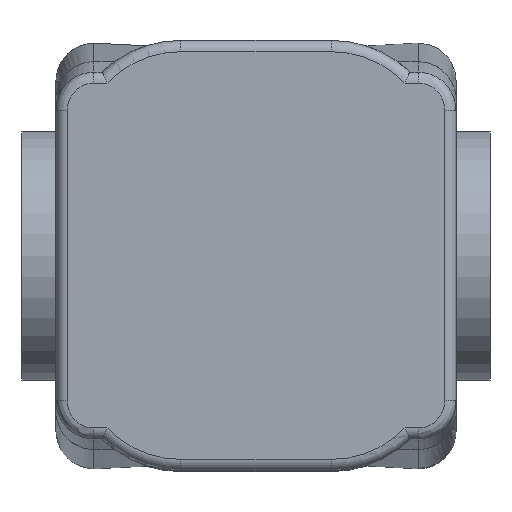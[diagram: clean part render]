
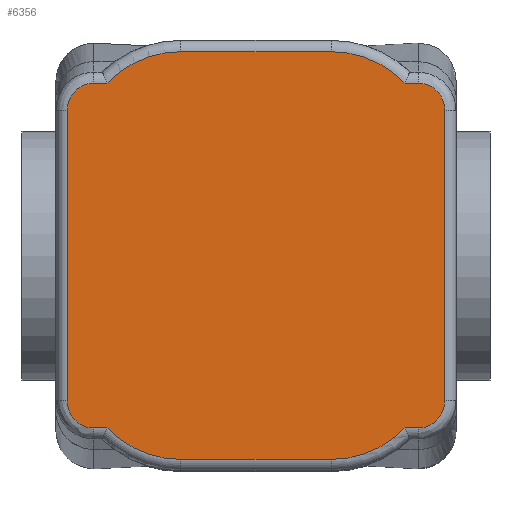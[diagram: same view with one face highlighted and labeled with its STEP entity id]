
A CAD part, top view. The second image highlights one B-rep face of the part: STEP entity #6356.
In plain terms, the highlighted planar face has unit normal (0, 0, 1).
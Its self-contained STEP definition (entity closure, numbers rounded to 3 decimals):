
#5605=CARTESIAN_POINT('',(21.5,-22.845,34.0));
#5606=VERTEX_POINT('',#5605);
#5615=CARTESIAN_POINT('',(25.,-19.226,34.0));
#5616=VERTEX_POINT('',#5615);
#5624=CARTESIAN_POINT('',(25.,-19.226,34.0));
#5625=CARTESIAN_POINT('',(25.,-20.021,34.0));
#5626=CARTESIAN_POINT('',(24.563,-21.35,34.));
#5627=CARTESIAN_POINT('',(23.097,-22.588,34.));
#5628=CARTESIAN_POINT('',(22.03,-22.845,34.0));
#5629=CARTESIAN_POINT('',(21.5,-22.845,34.0));
#5630=B_SPLINE_CURVE_WITH_KNOTS('',3,(#5624,#5625,#5626,#5627,#5628,#5629),.UNSPECIFIED.,.F.,.U.,(4,1,1,4),(0.0,0.238,0.397,0.556),.UNSPECIFIED.);
#5631=EDGE_CURVE('',#5616,#5606,#5630,.T.);
#5641=CARTESIAN_POINT('',(25.,19.226,34.0));
#5642=VERTEX_POINT('',#5641);
#5650=CARTESIAN_POINT('',(25.,19.226,34.0));
#5651=DIRECTION('',(0.0,-1.0,0.0));
#5652=VECTOR('',#5651,38.451);
#5653=LINE('',#5650,#5652);
#5654=EDGE_CURVE('',#5642,#5616,#5653,.T.);
#5668=CARTESIAN_POINT('',(19.742,-22.845,34.0));
#5669=VERTEX_POINT('',#5668);
#5670=CARTESIAN_POINT('',(21.5,-22.845,34.0));
#5671=DIRECTION('',(-1.0,0.0,0.0));
#5672=VECTOR('',#5671,1.758);
#5673=LINE('',#5670,#5672);
#5674=EDGE_CURVE('',#5606,#5669,#5673,.T.);
#5722=CARTESIAN_POINT('',(21.5,22.845,34.0));
#5723=VERTEX_POINT('',#5722);
#5731=CARTESIAN_POINT('',(21.5,22.845,34.0));
#5732=CARTESIAN_POINT('',(22.294,22.845,34.0));
#5733=CARTESIAN_POINT('',(24.161,22.151,34.0));
#5734=CARTESIAN_POINT('',(25.0,20.284,34.0));
#5735=CARTESIAN_POINT('',(25.,19.226,34.0));
#5736=B_SPLINE_CURVE_WITH_KNOTS('',3,(#5731,#5732,#5733,#5734,#5735),.UNSPECIFIED.,.F.,.U.,(4,1,4),(0.0,0.238,0.556),.UNSPECIFIED.);
#5737=EDGE_CURVE('',#5723,#5642,#5736,.T.);
#5747=CARTESIAN_POINT('',(10.0,-27.,34.0));
#5748=VERTEX_POINT('',#5747);
#5765=CARTESIAN_POINT('',(10.0,-13.5,34.0));
#5766=DIRECTION('',(0.0,0.0,-1.0));
#5767=DIRECTION('',(0.387,-0.922,0.0));
#5768=AXIS2_PLACEMENT_3D('',#5765,#5766,#5767);
#5769=CIRCLE('',#5768,13.5);
#5770=EDGE_CURVE('',#5669,#5748,#5769,.T.);
#5780=CARTESIAN_POINT('',(19.742,22.845,34.0));
#5781=VERTEX_POINT('',#5780);
#5782=CARTESIAN_POINT('',(19.742,22.845,34.0));
#5783=DIRECTION('',(1.0,0.0,0.0));
#5784=VECTOR('',#5783,1.758);
#5785=LINE('',#5782,#5784);
#5786=EDGE_CURVE('',#5781,#5723,#5785,.T.);
#5813=CARTESIAN_POINT('',(-10.0,-27.,34.0));
#5814=VERTEX_POINT('',#5813);
#5824=CARTESIAN_POINT('',(10.0,-27.,34.0));
#5825=DIRECTION('',(-1.0,0.0,0.0));
#5826=VECTOR('',#5825,20.0);
#5827=LINE('',#5824,#5826);
#5828=EDGE_CURVE('',#5748,#5814,#5827,.T.);
#5840=CARTESIAN_POINT('',(-19.742,-22.845,34.0));
#5841=VERTEX_POINT('',#5840);
#5842=CARTESIAN_POINT('',(-10.,-13.5,34.0));
#5843=DIRECTION('',(0.0,0.0,-1.));
#5844=DIRECTION('',(-0.387,-0.922,0.0));
#5845=AXIS2_PLACEMENT_3D('',#5842,#5843,#5844);
#5846=CIRCLE('',#5845,13.5);
#5847=EDGE_CURVE('',#5814,#5841,#5846,.T.);
#5873=CARTESIAN_POINT('',(-21.5,-22.845,34.0));
#5874=VERTEX_POINT('',#5873);
#5884=CARTESIAN_POINT('',(-19.742,-22.845,34.0));
#5885=DIRECTION('',(-1.0,0.0,0.0));
#5886=VECTOR('',#5885,1.758);
#5887=LINE('',#5884,#5886);
#5888=EDGE_CURVE('',#5841,#5874,#5887,.T.);
#5919=CARTESIAN_POINT('',(-25.,-19.226,34.0));
#5920=VERTEX_POINT('',#5919);
#5930=CARTESIAN_POINT('',(-21.5,-22.845,34.0));
#5931=CARTESIAN_POINT('',(-22.295,-22.845,34.0));
#5932=CARTESIAN_POINT('',(-24.166,-22.145,34.0));
#5933=CARTESIAN_POINT('',(-25.,-20.286,34.0));
#5934=CARTESIAN_POINT('',(-25.,-19.226,34.0));
#5935=B_SPLINE_CURVE_WITH_KNOTS('',3,(#5930,#5931,#5932,#5933,#5934),.UNSPECIFIED.,.F.,.U.,(4,1,4),(0.0,0.238,0.556),.UNSPECIFIED.);
#5936=EDGE_CURVE('',#5874,#5920,#5935,.T.);
#5946=CARTESIAN_POINT('',(-25.,19.226,34.0));
#5947=VERTEX_POINT('',#5946);
#5964=CARTESIAN_POINT('',(-25.,-19.226,34.0));
#5965=DIRECTION('',(0.0,1.0,0.0));
#5966=VECTOR('',#5965,38.451);
#5967=LINE('',#5964,#5966);
#5968=EDGE_CURVE('',#5920,#5947,#5967,.T.);
#5980=CARTESIAN_POINT('',(-21.5,22.845,34.0));
#5981=VERTEX_POINT('',#5980);
#5989=CARTESIAN_POINT('',(-19.742,22.845,34.0));
#5990=VERTEX_POINT('',#5989);
#5991=CARTESIAN_POINT('',(-21.5,22.845,34.0));
#5992=DIRECTION('',(1.0,0.0,0.0));
#5993=VECTOR('',#5992,1.758);
#5994=LINE('',#5991,#5993);
#5995=EDGE_CURVE('',#5981,#5990,#5994,.T.);
#6028=CARTESIAN_POINT('',(10.0,27.,34.0));
#6029=VERTEX_POINT('',#6028);
#6038=CARTESIAN_POINT('',(-10.0,27.,34.0));
#6039=VERTEX_POINT('',#6038);
#6047=CARTESIAN_POINT('',(-10.0,27.,34.0));
#6048=DIRECTION('',(1.0,0.0,0.0));
#6049=VECTOR('',#6048,20.0);
#6050=LINE('',#6047,#6049);
#6051=EDGE_CURVE('',#6039,#6029,#6050,.T.);
#6061=CARTESIAN_POINT('',(-10.,13.5,34.0));
#6062=DIRECTION('',(0.0,0.0,-1.0));
#6063=DIRECTION('',(-0.387,0.922,0.0));
#6064=AXIS2_PLACEMENT_3D('',#6061,#6062,#6063);
#6065=CIRCLE('',#6064,13.5);
#6066=EDGE_CURVE('',#5990,#6039,#6065,.T.);
#6133=CARTESIAN_POINT('',(-25.,19.226,34.0));
#6134=CARTESIAN_POINT('',(-25.,20.019,34.0));
#6135=CARTESIAN_POINT('',(-24.559,21.356,34.));
#6136=CARTESIAN_POINT('',(-23.094,22.587,34.));
#6137=CARTESIAN_POINT('',(-22.029,22.845,34.0));
#6138=CARTESIAN_POINT('',(-21.5,22.845,34.0));
#6139=B_SPLINE_CURVE_WITH_KNOTS('',3,(#6133,#6134,#6135,#6136,#6137,#6138),.UNSPECIFIED.,.F.,.U.,(4,1,1,4),(0.,0.238,0.397,0.556),.UNSPECIFIED.);
#6140=EDGE_CURVE('',#5947,#5981,#6139,.T.);
#6158=CARTESIAN_POINT('',(10.0,13.5,34.0));
#6159=DIRECTION('',(0.0,0.0,-1.));
#6160=DIRECTION('',(0.387,0.922,0.0));
#6161=AXIS2_PLACEMENT_3D('',#6158,#6159,#6160);
#6162=CIRCLE('',#6161,13.5);
#6163=EDGE_CURVE('',#6029,#5781,#6162,.T.);
#6333=CARTESIAN_POINT('',(0.,0.,34.0));
#6334=DIRECTION('',(0.0,0.0,1.0));
#6335=DIRECTION('',(1.0,0.0,0.0));
#6336=AXIS2_PLACEMENT_3D('',#6333,#6334,#6335);
#6337=PLANE('',#6336);
#6338=ORIENTED_EDGE('',*,*,#6051,.F.);
#6339=ORIENTED_EDGE('',*,*,#6066,.F.);
#6340=ORIENTED_EDGE('',*,*,#5995,.F.);
#6341=ORIENTED_EDGE('',*,*,#6140,.F.);
#6342=ORIENTED_EDGE('',*,*,#5968,.F.);
#6343=ORIENTED_EDGE('',*,*,#5936,.F.);
#6344=ORIENTED_EDGE('',*,*,#5888,.F.);
#6345=ORIENTED_EDGE('',*,*,#5847,.F.);
#6346=ORIENTED_EDGE('',*,*,#5828,.F.);
#6347=ORIENTED_EDGE('',*,*,#5770,.F.);
#6348=ORIENTED_EDGE('',*,*,#5674,.F.);
#6349=ORIENTED_EDGE('',*,*,#5631,.F.);
#6350=ORIENTED_EDGE('',*,*,#5654,.F.);
#6351=ORIENTED_EDGE('',*,*,#5737,.F.);
#6352=ORIENTED_EDGE('',*,*,#5786,.F.);
#6353=ORIENTED_EDGE('',*,*,#6163,.F.);
#6354=EDGE_LOOP('',(#6338,#6339,#6340,#6341,#6342,#6343,#6344,#6345,#6346,#6347,#6348,#6349,#6350,#6351,#6352,#6353));
#6355=FACE_OUTER_BOUND('',#6354,.T.);
#6356=ADVANCED_FACE('',(#6355),#6337,.T.);
